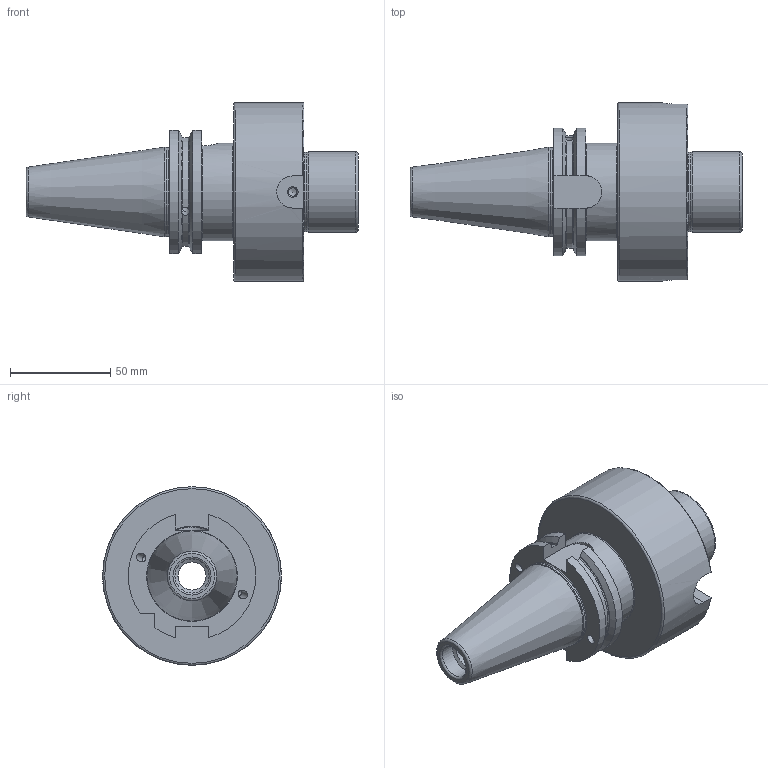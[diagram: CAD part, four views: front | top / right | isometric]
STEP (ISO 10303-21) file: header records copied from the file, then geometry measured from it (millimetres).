
FILE_DESCRIPTION(/* description */ (''),/* implementation_level */ '2;1');
FILE_NAME(/* name */ '7140051-25.stp',/* time_stamp */ '2020-09-29T10:30:53+02:00',/* author */ ('SCHUESSLER'),/* organization */ (''),/* preprocessor_version */ 'ST-DEVELOPER v17.2',/* originating_system */ 'Autodesk Inventor 2019',/* authorisation */ '');
FILE_SCHEMA (('AUTOMOTIVE_DESIGN { 1 0 10303 214 3 1 1 }'));
Length unit declared in the file: millimetre
Products named in the file (1): 7140051-25
Bounding box: 165.4 x 89 x 89 mm (x, y, z)
Volume: 343544.6 mm3; surface area: 55814.4 mm2
Topology: 1 solids, 1 shells, 120 faces, 389 edges, 269 vertices
Faces by surface type: cylinder 38, plane 31, cone 29, torus 22
Full cylindrical faces by diameter (mm): 4 x4, 4.134 x2, 4.2 x4, 10 x1, 10.106 x4, 14 x1, 17 x1, 17.5 x1, 21 x1, 39.4 x1, 40 x1, 44.25 x1, 48.5 x1, 89 x1
Entity records: 4796 total; most frequent: CARTESIAN_POINT 1262, DIRECTION 759, ORIENTED_EDGE 756, EDGE_CURVE 378, AXIS2_PLACEMENT_3D 316, VERTEX_POINT 269, CIRCLE 187, EDGE_LOOP 139
